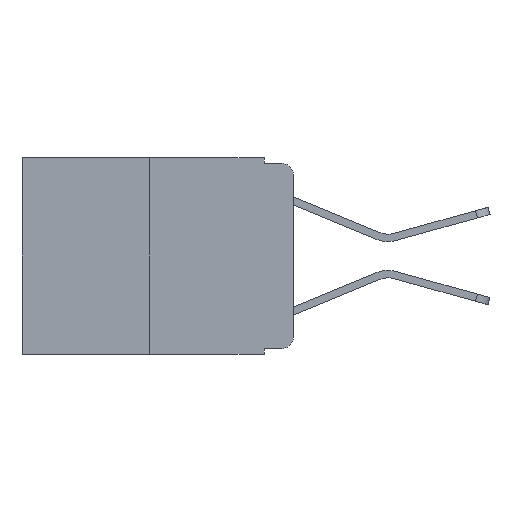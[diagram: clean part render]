
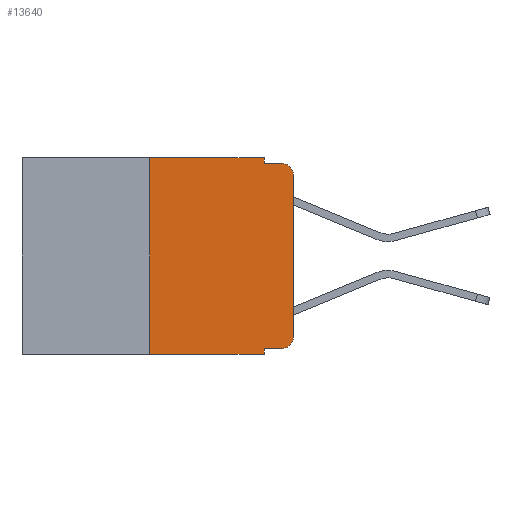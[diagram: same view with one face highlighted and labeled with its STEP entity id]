
A CAD part, left-side view. The second image highlights one B-rep face of the part: STEP entity #13640.
In plain terms, the highlighted planar face has unit normal (-1, 0, 0).
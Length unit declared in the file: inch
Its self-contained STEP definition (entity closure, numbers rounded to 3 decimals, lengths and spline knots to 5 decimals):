
#159 = AXIS2_PLACEMENT_3D ( 'NONE', #2658, #8520, #14391 ) ;
#525 = CARTESIAN_POINT ( 'NONE',  ( 0., 0., 0. ) ) ;
#861 = ORIENTED_EDGE ( 'NONE', *, *, #3076, .T. ) ;
#1383 = CIRCLE ( 'NONE', #159, 0.02 ) ;
#1544 = ORIENTED_EDGE ( 'NONE', *, *, #3643, .F. ) ;
#1984 = CIRCLE ( 'NONE', #9034, 0.02 ) ;
#2006 = LINE ( 'NONE', #12287, #10986 ) ;
#2096 = VECTOR ( 'NONE', #16952, 39.37008 ) ;
#2500 = VERTEX_POINT ( 'NONE', #5439 ) ;
#2658 = CARTESIAN_POINT ( 'NONE',  ( 0., 0.02, -0.03 ) ) ;
#3076 = EDGE_CURVE ( 'NONE', #9437, #4177, #1383, .T. ) ;
#3123 = DIRECTION ( 'NONE',  ( 0., 0., -1. ) ) ;
#3643 = EDGE_CURVE ( 'NONE', #18475, #2500, #10407, .T. ) ;
#3653 = ORIENTED_EDGE ( 'NONE', *, *, #15028, .F. ) ;
#4026 = DIRECTION ( 'NONE',  ( 0., -1., 0. ) ) ;
#4177 = VERTEX_POINT ( 'NONE', #9521 ) ;
#4843 = CARTESIAN_POINT ( 'NONE',  ( 0., 0.051, 0. ) ) ;
#4891 = VERTEX_POINT ( 'NONE', #11385 ) ;
#5359 = CARTESIAN_POINT ( 'NONE',  ( 0., 0., -0.03 ) ) ;
#5439 = CARTESIAN_POINT ( 'NONE',  ( 0., 0.051, -0.01 ) ) ;
#5692 = CARTESIAN_POINT ( 'NONE',  ( 0., 0.25, 0. ) ) ;
#5988 = EDGE_CURVE ( 'NONE', #6110, #7250, #2006, .T. ) ;
#6069 = VECTOR ( 'NONE', #7526, 39.37008 ) ;
#6087 = EDGE_CURVE ( 'NONE', #2500, #4177, #7771, .T. ) ;
#6110 = VERTEX_POINT ( 'NONE', #18793 ) ;
#6132 = CARTESIAN_POINT ( 'NONE',  ( 0., 0.02, -0.333 ) ) ;
#6793 = LINE ( 'NONE', #15576, #8229 ) ;
#6977 = DIRECTION ( 'NONE',  ( 0., 0., -1. ) ) ;
#7250 = VERTEX_POINT ( 'NONE', #5692 ) ;
#7526 = DIRECTION ( 'NONE',  ( 0., 0., -1. ) ) ;
#7585 = CARTESIAN_POINT ( 'NONE',  ( 0., 0.473, -0.343 ) ) ;
#7704 = EDGE_CURVE ( 'NONE', #16872, #4891, #1984, .T. ) ;
#7771 = LINE ( 'NONE', #11041, #2096 ) ;
#7852 = ORIENTED_EDGE ( 'NONE', *, *, #14777, .T. ) ;
#7935 = LINE ( 'NONE', #525, #9897 ) ;
#8229 = VECTOR ( 'NONE', #6977, 39.37008 ) ;
#8342 = LINE ( 'NONE', #8541, #18993 ) ;
#8397 = CARTESIAN_POINT ( 'NONE',  ( 0., 0.051, -0.333 ) ) ;
#8520 = DIRECTION ( 'NONE',  ( -1., 0., 0. ) ) ;
#8541 = CARTESIAN_POINT ( 'NONE',  ( 0., 0.051, -0.333 ) ) ;
#8787 = PLANE ( 'NONE',  #14253 ) ;
#9034 = AXIS2_PLACEMENT_3D ( 'NONE', #11322, #18796, #12668 ) ;
#9379 = DIRECTION ( 'NONE',  ( 0., 0., 1. ) ) ;
#9437 = VERTEX_POINT ( 'NONE', #5359 ) ;
#9521 = CARTESIAN_POINT ( 'NONE',  ( 0., 0.02, -0.01 ) ) ;
#9897 = VECTOR ( 'NONE', #9379, 39.37008 ) ;
#10153 = CARTESIAN_POINT ( 'NONE',  ( 0., 0.051, -0.343 ) ) ;
#10370 = LINE ( 'NONE', #7585, #12748 ) ;
#10407 = LINE ( 'NONE', #11756, #6069 ) ;
#10986 = VECTOR ( 'NONE', #18517, 39.37008 ) ;
#11041 = CARTESIAN_POINT ( 'NONE',  ( 0., 0.051, -0.01 ) ) ;
#11311 = ORIENTED_EDGE ( 'NONE', *, *, #16225, .T. ) ;
#11322 = CARTESIAN_POINT ( 'NONE',  ( 0., 0.02, -0.313 ) ) ;
#11385 = CARTESIAN_POINT ( 'NONE',  ( 0., 0., -0.313 ) ) ;
#11408 = ORIENTED_EDGE ( 'NONE', *, *, #17796, .F. ) ;
#11756 = CARTESIAN_POINT ( 'NONE',  ( 0., 0.051, 0. ) ) ;
#11802 = VERTEX_POINT ( 'NONE', #10153 ) ;
#11856 = FACE_OUTER_BOUND ( 'NONE', #14583, .T. ) ;
#12018 = EDGE_CURVE ( 'NONE', #4891, #9437, #7935, .T. ) ;
#12287 = CARTESIAN_POINT ( 'NONE',  ( 0., 0.25, 0. ) ) ;
#12615 = ORIENTED_EDGE ( 'NONE', *, *, #7704, .T. ) ;
#12668 = DIRECTION ( 'NONE',  ( 0., 0., -1. ) ) ;
#12748 = VECTOR ( 'NONE', #13463, 39.37008 ) ;
#13463 = DIRECTION ( 'NONE',  ( 0., -1., 0. ) ) ;
#13640 = ADVANCED_FACE ( 'NONE', ( #11856 ), #8787, .F. ) ;
#13687 = VECTOR ( 'NONE', #4026, 39.37008 ) ;
#14036 = DIRECTION ( 'NONE',  ( 0., -1., 0. ) ) ;
#14253 = AXIS2_PLACEMENT_3D ( 'NONE', #14670, #16038, #3123 ) ;
#14333 = ORIENTED_EDGE ( 'NONE', *, *, #5988, .F. ) ;
#14391 = DIRECTION ( 'NONE',  ( 0., 0., -1. ) ) ;
#14583 = EDGE_LOOP ( 'NONE', ( #19056, #861, #15970, #1544, #3653, #14333, #7852, #11408, #11311, #12615 ) ) ;
#14670 = CARTESIAN_POINT ( 'NONE',  ( 0., 0.473, 0. ) ) ;
#14777 = EDGE_CURVE ( 'NONE', #6110, #11802, #10370, .T. ) ;
#15028 = EDGE_CURVE ( 'NONE', #7250, #18475, #18894, .T. ) ;
#15576 = CARTESIAN_POINT ( 'NONE',  ( 0., 0.051, 0. ) ) ;
#15970 = ORIENTED_EDGE ( 'NONE', *, *, #6087, .F. ) ;
#16038 = DIRECTION ( 'NONE',  ( 1., 0., 0. ) ) ;
#16225 = EDGE_CURVE ( 'NONE', #18241, #16872, #8342, .T. ) ;
#16872 = VERTEX_POINT ( 'NONE', #6132 ) ;
#16952 = DIRECTION ( 'NONE',  ( 0., -1., 0. ) ) ;
#17243 = CARTESIAN_POINT ( 'NONE',  ( 0., 0.473, 0. ) ) ;
#17796 = EDGE_CURVE ( 'NONE', #18241, #11802, #6793, .T. ) ;
#18241 = VERTEX_POINT ( 'NONE', #8397 ) ;
#18475 = VERTEX_POINT ( 'NONE', #4843 ) ;
#18517 = DIRECTION ( 'NONE',  ( 0., 0., 1. ) ) ;
#18793 = CARTESIAN_POINT ( 'NONE',  ( 0., 0.25, -0.343 ) ) ;
#18796 = DIRECTION ( 'NONE',  ( -1., 0., 0. ) ) ;
#18894 = LINE ( 'NONE', #17243, #13687 ) ;
#18993 = VECTOR ( 'NONE', #14036, 39.37008 ) ;
#19056 = ORIENTED_EDGE ( 'NONE', *, *, #12018, .T. ) ;
